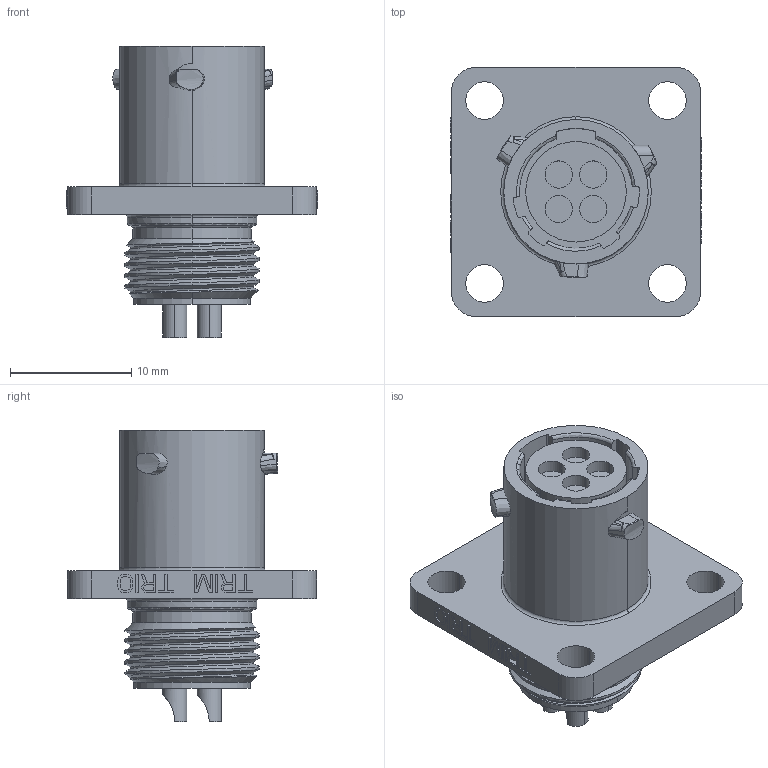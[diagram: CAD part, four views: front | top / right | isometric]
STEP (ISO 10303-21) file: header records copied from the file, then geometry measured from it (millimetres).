
FILE_DESCRIPTION((''),'2;1');
FILE_NAME('UTS08E4S','2011-04-04T',('vsorin'),('SOURIAU'),'PRO/ENGINEER BY PARAMETRIC TECHNOLOGY CORPORATION, 2010140','PRO/ENGINEER BY PARAMETRIC TECHNOLOGY CORPORATION, 2010140','');
FILE_SCHEMA(('CONFIG_CONTROL_DESIGN'));
Length unit declared in the file: millimetre
Products named in the file (1): UTS08E4S
Bounding box: 20.75 x 20.55 x 24.07 mm (x, y, z)
Surface area: 2793.8 mm2 (no closed solid volume)
Topology: 0 solids, 7 shells, 319 faces, 1299 edges, 956 vertices
Faces by surface type: plane 179, cylinder 82, bspline 28, torus 13, cone 7, extrusion 7, sphere 3
Entity records: 16970 total; most frequent: CARTESIAN_POINT 6609, ORIENTED_EDGE 2058, DIRECTION 1912, EDGE_CURVE 1299, VECTOR 970, LINE 963, VERTEX_POINT 956, AXIS2_PLACEMENT_3D 471
